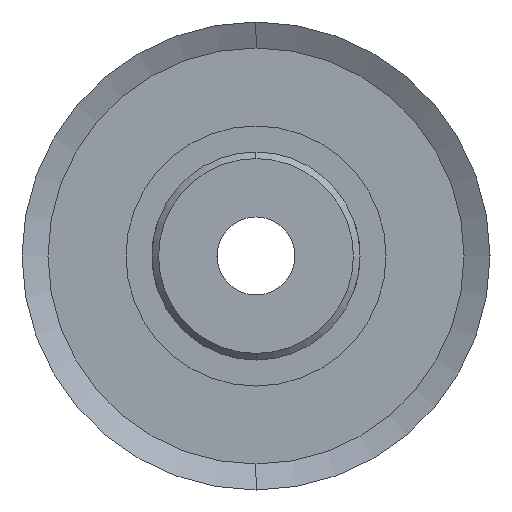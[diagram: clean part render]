
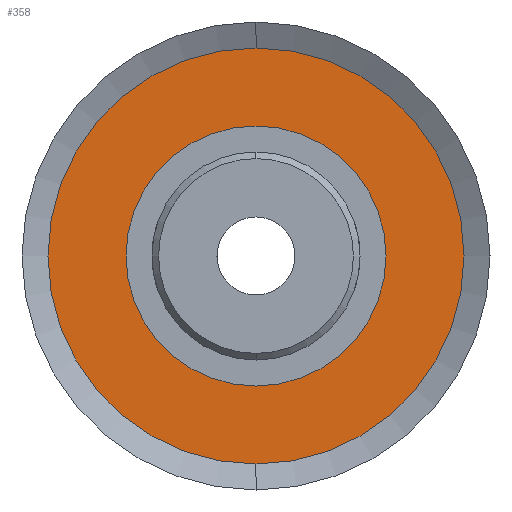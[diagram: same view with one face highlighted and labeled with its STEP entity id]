
A CAD part, left-side view. The second image highlights one B-rep face of the part: STEP entity #358.
In plain terms, the highlighted planar face has unit normal (-1, 0, 0).
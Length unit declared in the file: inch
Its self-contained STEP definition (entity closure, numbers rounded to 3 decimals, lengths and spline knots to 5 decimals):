
#18 = CARTESIAN_POINT ( 'NONE',  ( -0.12402, 0., 0. ) ) ;
#105 = ORIENTED_EDGE ( 'NONE', *, *, #767, .T. ) ;
#127 = CARTESIAN_POINT ( 'NONE',  ( -0.12402, 0., -0.19685 ) ) ;
#144 = AXIS2_PLACEMENT_3D ( 'NONE', #18, #3200, #454 ) ;
#320 = EDGE_CURVE ( 'NONE', #1437, #2322, #2966, .T. ) ;
#333 = CARTESIAN_POINT ( 'NONE',  ( -0.12402, 0., 0.19685 ) ) ;
#358 = ADVANCED_FACE ( 'NONE', ( #5223, #1599 ), #1854, .T. ) ;
#454 = DIRECTION ( 'NONE',  ( 0., 0., -1. ) ) ;
#767 = EDGE_CURVE ( 'NONE', #2322, #1437, #951, .T. ) ;
#833 = DIRECTION ( 'NONE',  ( 0., 0., -1. ) ) ;
#868 = DIRECTION ( 'NONE',  ( 1., 0., 0. ) ) ;
#901 = CARTESIAN_POINT ( 'NONE',  ( -0.12402, 0., 0. ) ) ;
#951 = CIRCLE ( 'NONE', #5260, 0.19685 ) ;
#1123 = AXIS2_PLACEMENT_3D ( 'NONE', #1676, #1695, #1995 ) ;
#1437 = VERTEX_POINT ( 'NONE', #127 ) ;
#1476 = CARTESIAN_POINT ( 'NONE',  ( -0.12402, 0., -0.31496 ) ) ;
#1519 = DIRECTION ( 'NONE',  ( -1., 0., 0. ) ) ;
#1590 = DIRECTION ( 'NONE',  ( 0., 0., -1. ) ) ;
#1599 = FACE_OUTER_BOUND ( 'NONE', #1960, .T. ) ;
#1642 = CARTESIAN_POINT ( 'NONE',  ( -0.12402, 0.31496, 0. ) ) ;
#1676 = CARTESIAN_POINT ( 'NONE',  ( -0.12402, 0., 0. ) ) ;
#1695 = DIRECTION ( 'NONE',  ( 1., 0., 0. ) ) ;
#1731 = AXIS2_PLACEMENT_3D ( 'NONE', #1642, #1519, #2071 ) ;
#1854 = PLANE ( 'NONE',  #1731 ) ;
#1895 = ORIENTED_EDGE ( 'NONE', *, *, #4389, .F. ) ;
#1960 = EDGE_LOOP ( 'NONE', ( #1895, #5286 ) ) ;
#1995 = DIRECTION ( 'NONE',  ( 0., 0., -1. ) ) ;
#2071 = DIRECTION ( 'NONE',  ( 0., 0., 1. ) ) ;
#2322 = VERTEX_POINT ( 'NONE', #333 ) ;
#2326 = EDGE_CURVE ( 'NONE', #3236, #5359, #5149, .T. ) ;
#2397 = CARTESIAN_POINT ( 'NONE',  ( -0.12402, 0., 0.31496 ) ) ;
#2966 = CIRCLE ( 'NONE', #5192, 0.19685 ) ;
#2972 = ORIENTED_EDGE ( 'NONE', *, *, #320, .T. ) ;
#3200 = DIRECTION ( 'NONE',  ( 1., 0., 0. ) ) ;
#3236 = VERTEX_POINT ( 'NONE', #1476 ) ;
#4389 = EDGE_CURVE ( 'NONE', #5359, #3236, #5464, .T. ) ;
#4916 = DIRECTION ( 'NONE',  ( 1., 0., 0. ) ) ;
#4934 = CARTESIAN_POINT ( 'NONE',  ( -0.12402, 0., 0. ) ) ;
#5083 = EDGE_LOOP ( 'NONE', ( #2972, #105 ) ) ;
#5149 = CIRCLE ( 'NONE', #1123, 0.31496 ) ;
#5192 = AXIS2_PLACEMENT_3D ( 'NONE', #4934, #4916, #1590 ) ;
#5223 = FACE_BOUND ( 'NONE', #5083, .T. ) ;
#5260 = AXIS2_PLACEMENT_3D ( 'NONE', #901, #868, #833 ) ;
#5286 = ORIENTED_EDGE ( 'NONE', *, *, #2326, .F. ) ;
#5359 = VERTEX_POINT ( 'NONE', #2397 ) ;
#5464 = CIRCLE ( 'NONE', #144, 0.31496 ) ;
